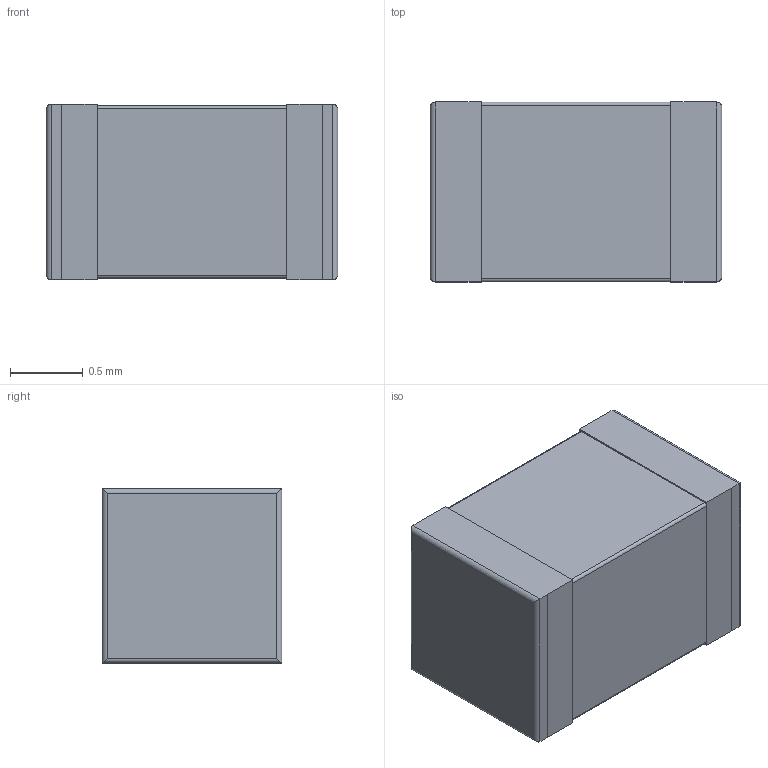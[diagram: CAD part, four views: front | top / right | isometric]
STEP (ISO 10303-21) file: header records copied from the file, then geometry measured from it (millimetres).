
FILE_DESCRIPTION(/* description */ (''),/* implementation_level */ '2;1');
FILE_NAME(/* name */ 'CAP FILM - 0805.step',/* time_stamp */ '2019-12-04T17:30:54+00:00',/* author */ (''),/* organization */ (''),/* preprocessor_version */ 'ST-DEVELOPER v18',/* originating_system */ 'Autodesk Translation Framework v8.12.0.6',/* authorisation */ '');
FILE_SCHEMA (('AUTOMOTIVE_DESIGN { 1 0 10303 214 3 1 1 }'));
Length unit declared in the file: millimetre
Products named in the file (1): CAP FILM - 0805
Bounding box: 2 x 1.23 x 1.2 mm (x, y, z)
Volume: 2.9 mm3; surface area: 12.5 mm2
Topology: 1 solids, 1 shells, 36 faces, 88 edges, 56 vertices
Faces by surface type: plane 24, cylinder 12
Entity records: 1121 total; most frequent: CARTESIAN_POINT 181, DIRECTION 178, ORIENTED_EDGE 176, EDGE_CURVE 88, LINE 72, VECTOR 72, VERTEX_POINT 56, AXIS2_PLACEMENT_3D 53
